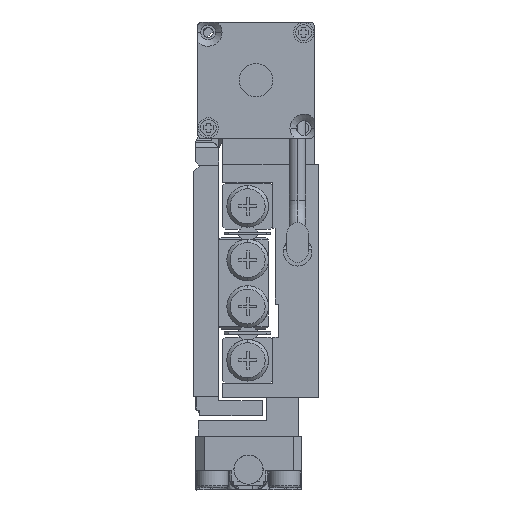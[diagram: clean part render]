
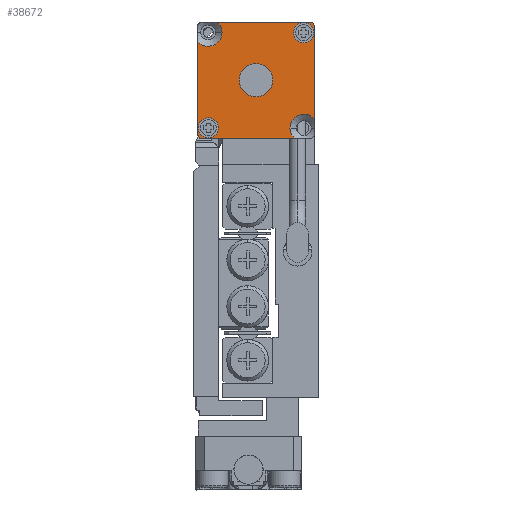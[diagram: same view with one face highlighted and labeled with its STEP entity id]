
A CAD part, left-side view. The second image highlights one B-rep face of the part: STEP entity #38672.
In plain terms, the highlighted face is planar.
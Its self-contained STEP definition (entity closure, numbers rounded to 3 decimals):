
#161 = CARTESIAN_POINT ( 'NONE',  ( 9., -7., 30. ) ) ;
#1347 = EDGE_CURVE ( 'NONE', #41405, #34194, #37328, .T. ) ;
#1378 = EDGE_CURVE ( 'NONE', #30352, #10424, #43527, .T. ) ;
#2318 = CARTESIAN_POINT ( 'NONE',  ( 0.5, -14., 30. ) ) ;
#2538 = CARTESIAN_POINT ( 'NONE',  ( 7., -7., 30. ) ) ;
#2857 = CARTESIAN_POINT ( 'NONE',  ( 0., -2.348, 30. ) ) ;
#3081 = VERTEX_POINT ( 'NONE', #18188 ) ;
#3128 = AXIS2_PLACEMENT_3D ( 'NONE', #16343, #46301, #42133 ) ;
#3179 = ORIENTED_EDGE ( 'NONE', *, *, #36958, .T. ) ;
#3289 = CIRCLE ( 'NONE', #32451, 0.5 ) ;
#3422 = DIRECTION ( 'NONE',  ( 1., 0., 0. ) ) ;
#4048 = AXIS2_PLACEMENT_3D ( 'NONE', #36456, #53078, #24244 ) ;
#4678 = EDGE_CURVE ( 'NONE', #35184, #12054, #20041, .T. ) ;
#5321 = DIRECTION ( 'NONE',  ( 0., 0., 1. ) ) ;
#5534 = EDGE_LOOP ( 'NONE', ( #27378, #27722 ) ) ;
#6979 = CIRCLE ( 'NONE', #41462, 1.213 ) ;
#7502 = FACE_BOUND ( 'NONE', #51957, .T. ) ;
#7613 = CARTESIAN_POINT ( 'NONE',  ( 13.927, -1.286, 30. ) ) ;
#8316 = ORIENTED_EDGE ( 'NONE', *, *, #26764, .F. ) ;
#8688 = DIRECTION ( 'NONE',  ( 0., 0., 1. ) ) ;
#8718 = AXIS2_PLACEMENT_3D ( 'NONE', #53744, #23541, #32959 ) ;
#9493 = CARTESIAN_POINT ( 'NONE',  ( 1.286, -12.714, 30. ) ) ;
#9724 = ORIENTED_EDGE ( 'NONE', *, *, #1347, .F. ) ;
#9826 = ORIENTED_EDGE ( 'NONE', *, *, #48791, .T. ) ;
#9956 = DIRECTION ( 'NONE',  ( -1., 0., 0. ) ) ;
#10424 = VERTEX_POINT ( 'NONE', #39450 ) ;
#10475 = LINE ( 'NONE', #35671, #23874 ) ;
#11061 = CARTESIAN_POINT ( 'NONE',  ( 11.501, -1.286, 30. ) ) ;
#11284 = CIRCLE ( 'NONE', #42247, 0.5 ) ;
#11378 = FACE_BOUND ( 'NONE', #5534, .T. ) ;
#12054 = VERTEX_POINT ( 'NONE', #40071 ) ;
#12618 = AXIS2_PLACEMENT_3D ( 'NONE', #46644, #8688, #21416 ) ;
#12921 = EDGE_CURVE ( 'NONE', #28958, #27641, #44312, .T. ) ;
#13052 = DIRECTION ( 'NONE',  ( 1., 0., 0. ) ) ;
#13492 = AXIS2_PLACEMENT_3D ( 'NONE', #17496, #21925, #22480 ) ;
#13639 = ORIENTED_EDGE ( 'NONE', *, *, #54168, .F. ) ;
#14004 = VECTOR ( 'NONE', #27392, 1000. ) ;
#14204 = CARTESIAN_POINT ( 'NONE',  ( 2.499, -12.714, 30. ) ) ;
#14562 = DIRECTION ( 'NONE',  ( 0., 0., 1. ) ) ;
#15177 = AXIS2_PLACEMENT_3D ( 'NONE', #30232, #5321, #26879 ) ;
#15863 = CARTESIAN_POINT ( 'NONE',  ( 1.286, -12.714, 30. ) ) ;
#16179 = ORIENTED_EDGE ( 'NONE', *, *, #54009, .F. ) ;
#16343 = CARTESIAN_POINT ( 'NONE',  ( 12.714, -1.286, 30. ) ) ;
#16796 = CIRCLE ( 'NONE', #48639, 1.664 ) ;
#17428 = EDGE_LOOP ( 'NONE', ( #37864, #48418, #53401, #32681, #16179, #9724, #9826, #3179, #44473, #34520 ) ) ;
#17496 = CARTESIAN_POINT ( 'NONE',  ( 12.75, -12.75, 30. ) ) ;
#18188 = CARTESIAN_POINT ( 'NONE',  ( 13.5, 0., 30. ) ) ;
#19554 = EDGE_CURVE ( 'NONE', #20040, #30352, #16796, .T. ) ;
#19610 = DIRECTION ( 'NONE',  ( 0., 0., 1. ) ) ;
#20040 = VERTEX_POINT ( 'NONE', #2857 ) ;
#20041 = LINE ( 'NONE', #28889, #21886 ) ;
#21416 = DIRECTION ( 'NONE',  ( 1., 0., 0. ) ) ;
#21886 = VECTOR ( 'NONE', #45833, 1000. ) ;
#21925 = DIRECTION ( 'NONE',  ( 0., 0., 1. ) ) ;
#22480 = DIRECTION ( 'NONE',  ( 1., 0., 0. ) ) ;
#23009 = CARTESIAN_POINT ( 'NONE',  ( 5., -7., 30. ) ) ;
#23541 = DIRECTION ( 'NONE',  ( 0., 0., 1. ) ) ;
#23874 = VECTOR ( 'NONE', #9956, 1000. ) ;
#23937 = CARTESIAN_POINT ( 'NONE',  ( 1.25, -1.25, 30. ) ) ;
#24244 = DIRECTION ( 'NONE',  ( 1., 0., 0. ) ) ;
#24311 = CARTESIAN_POINT ( 'NONE',  ( 0.5, -13.5, 30. ) ) ;
#24366 = FACE_BOUND ( 'NONE', #38753, .T. ) ;
#24440 = DIRECTION ( 'NONE',  ( 0., 0., -1. ) ) ;
#25964 = CARTESIAN_POINT ( 'NONE',  ( 11.086, -12.75, 30. ) ) ;
#26014 = DIRECTION ( 'NONE',  ( 1., 0., 0. ) ) ;
#26353 = DIRECTION ( 'NONE',  ( 0., 0., -1. ) ) ;
#26726 = AXIS2_PLACEMENT_3D ( 'NONE', #2538, #44671, #27718 ) ;
#26764 = EDGE_CURVE ( 'NONE', #48227, #34357, #27879, .T. ) ;
#26879 = DIRECTION ( 'NONE',  ( 1., 0., 0. ) ) ;
#26970 = CIRCLE ( 'NONE', #3128, 1.213 ) ;
#27378 = ORIENTED_EDGE ( 'NONE', *, *, #31380, .F. ) ;
#27392 = DIRECTION ( 'NONE',  ( 0., 1., 0. ) ) ;
#27641 = VERTEX_POINT ( 'NONE', #14204 ) ;
#27718 = DIRECTION ( 'NONE',  ( 1., 0., 0. ) ) ;
#27722 = ORIENTED_EDGE ( 'NONE', *, *, #34768, .F. ) ;
#27879 = CIRCLE ( 'NONE', #4048, 2. ) ;
#28237 = PLANE ( 'NONE',  #8718 ) ;
#28889 = CARTESIAN_POINT ( 'NONE',  ( 0., -14., 30. ) ) ;
#28895 = CARTESIAN_POINT ( 'NONE',  ( 14., -11.652, 30. ) ) ;
#28929 = VECTOR ( 'NONE', #52214, 1000. ) ;
#28958 = VERTEX_POINT ( 'NONE', #41874 ) ;
#30232 = CARTESIAN_POINT ( 'NONE',  ( 1.25, -1.25, 30. ) ) ;
#30352 = VERTEX_POINT ( 'NONE', #42998 ) ;
#31380 = EDGE_CURVE ( 'NONE', #41382, #40247, #26970, .T. ) ;
#31433 = DIRECTION ( 'NONE',  ( 1., 0., 0. ) ) ;
#32424 = ORIENTED_EDGE ( 'NONE', *, *, #39985, .T. ) ;
#32451 = AXIS2_PLACEMENT_3D ( 'NONE', #24311, #19610, #44858 ) ;
#32681 = ORIENTED_EDGE ( 'NONE', *, *, #4678, .T. ) ;
#32959 = DIRECTION ( 'NONE',  ( 1., 0., 0. ) ) ;
#33474 = EDGE_CURVE ( 'NONE', #20040, #51942, #40032, .T. ) ;
#33530 = DIRECTION ( 'NONE',  ( 0., 0., 1. ) ) ;
#34194 = VERTEX_POINT ( 'NONE', #25964 ) ;
#34357 = VERTEX_POINT ( 'NONE', #23009 ) ;
#34520 = ORIENTED_EDGE ( 'NONE', *, *, #1378, .F. ) ;
#34624 = DIRECTION ( 'NONE',  ( 0., 0., 1. ) ) ;
#34699 = CIRCLE ( 'NONE', #26726, 2. ) ;
#34768 = EDGE_CURVE ( 'NONE', #40247, #41382, #6979, .T. ) ;
#35157 = CARTESIAN_POINT ( 'NONE',  ( 12.714, -1.286, 30. ) ) ;
#35184 = VERTEX_POINT ( 'NONE', #2318 ) ;
#35671 = CARTESIAN_POINT ( 'NONE',  ( 0., 0., 30. ) ) ;
#35725 = CARTESIAN_POINT ( 'NONE',  ( 14., 0., 30. ) ) ;
#36149 = EDGE_CURVE ( 'NONE', #51942, #35184, #3289, .T. ) ;
#36341 = AXIS2_PLACEMENT_3D ( 'NONE', #9493, #26353, #43292 ) ;
#36456 = CARTESIAN_POINT ( 'NONE',  ( 7., -7., 30. ) ) ;
#36836 = FACE_OUTER_BOUND ( 'NONE', #17428, .T. ) ;
#36958 = EDGE_CURVE ( 'NONE', #38831, #3081, #11284, .T. ) ;
#37328 = CIRCLE ( 'NONE', #13492, 1.664 ) ;
#37864 = ORIENTED_EDGE ( 'NONE', *, *, #19554, .F. ) ;
#38672 = ADVANCED_FACE ( 'NONE', ( #11378, #36836, #7502, #24366 ), #28237, .T. ) ;
#38753 = EDGE_LOOP ( 'NONE', ( #32424, #44361 ) ) ;
#38831 = VERTEX_POINT ( 'NONE', #48179 ) ;
#39450 = CARTESIAN_POINT ( 'NONE',  ( 2.348, 0., 30. ) ) ;
#39985 = EDGE_CURVE ( 'NONE', #27641, #28958, #46882, .T. ) ;
#40032 = LINE ( 'NONE', #44185, #28929 ) ;
#40071 = CARTESIAN_POINT ( 'NONE',  ( 11.652, -14., 30. ) ) ;
#40247 = VERTEX_POINT ( 'NONE', #11061 ) ;
#40679 = AXIS2_PLACEMENT_3D ( 'NONE', #15863, #24440, #3422 ) ;
#41382 = VERTEX_POINT ( 'NONE', #7613 ) ;
#41405 = VERTEX_POINT ( 'NONE', #28895 ) ;
#41462 = AXIS2_PLACEMENT_3D ( 'NONE', #35157, #34624, #26014 ) ;
#41874 = CARTESIAN_POINT ( 'NONE',  ( 0.073, -12.714, 30. ) ) ;
#42133 = DIRECTION ( 'NONE',  ( 1., 0., 0. ) ) ;
#42247 = AXIS2_PLACEMENT_3D ( 'NONE', #42694, #33530, #13052 ) ;
#42694 = CARTESIAN_POINT ( 'NONE',  ( 13.5, -0.5, 30. ) ) ;
#42998 = CARTESIAN_POINT ( 'NONE',  ( 2.914, -1.25, 30. ) ) ;
#43292 = DIRECTION ( 'NONE',  ( 1., 0., 0. ) ) ;
#43527 = CIRCLE ( 'NONE', #15177, 1.664 ) ;
#44185 = CARTESIAN_POINT ( 'NONE',  ( 0., 0., 30. ) ) ;
#44312 = CIRCLE ( 'NONE', #36341, 1.213 ) ;
#44361 = ORIENTED_EDGE ( 'NONE', *, *, #12921, .T. ) ;
#44473 = ORIENTED_EDGE ( 'NONE', *, *, #50735, .T. ) ;
#44671 = DIRECTION ( 'NONE',  ( 0., 0., 1. ) ) ;
#44858 = DIRECTION ( 'NONE',  ( 1., 0., 0. ) ) ;
#45833 = DIRECTION ( 'NONE',  ( 1., 0., 0. ) ) ;
#46230 = CIRCLE ( 'NONE', #12618, 1.664 ) ;
#46301 = DIRECTION ( 'NONE',  ( 0., 0., 1. ) ) ;
#46644 = CARTESIAN_POINT ( 'NONE',  ( 12.75, -12.75, 30. ) ) ;
#46882 = CIRCLE ( 'NONE', #40679, 1.213 ) ;
#47169 = CARTESIAN_POINT ( 'NONE',  ( 0., -13.5, 30. ) ) ;
#48179 = CARTESIAN_POINT ( 'NONE',  ( 14., -0.5, 30. ) ) ;
#48217 = LINE ( 'NONE', #35725, #14004 ) ;
#48227 = VERTEX_POINT ( 'NONE', #161 ) ;
#48418 = ORIENTED_EDGE ( 'NONE', *, *, #33474, .T. ) ;
#48639 = AXIS2_PLACEMENT_3D ( 'NONE', #23937, #14562, #31433 ) ;
#48791 = EDGE_CURVE ( 'NONE', #41405, #38831, #48217, .T. ) ;
#50735 = EDGE_CURVE ( 'NONE', #3081, #10424, #10475, .T. ) ;
#51942 = VERTEX_POINT ( 'NONE', #47169 ) ;
#51957 = EDGE_LOOP ( 'NONE', ( #13639, #8316 ) ) ;
#52214 = DIRECTION ( 'NONE',  ( 0., -1., 0. ) ) ;
#53078 = DIRECTION ( 'NONE',  ( 0., 0., 1. ) ) ;
#53401 = ORIENTED_EDGE ( 'NONE', *, *, #36149, .T. ) ;
#53744 = CARTESIAN_POINT ( 'NONE',  ( 0., 0., 30. ) ) ;
#54009 = EDGE_CURVE ( 'NONE', #34194, #12054, #46230, .T. ) ;
#54168 = EDGE_CURVE ( 'NONE', #34357, #48227, #34699, .T. ) ;
